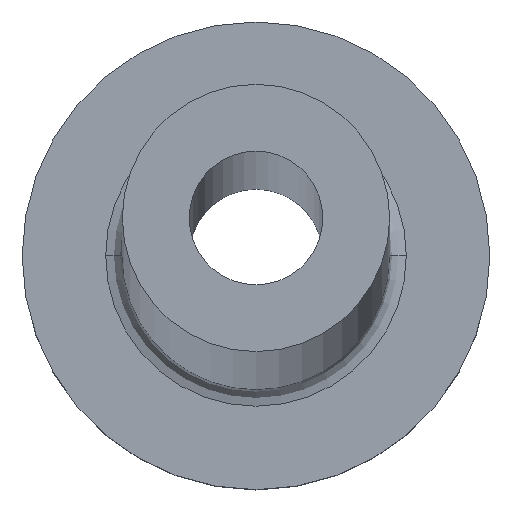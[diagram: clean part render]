
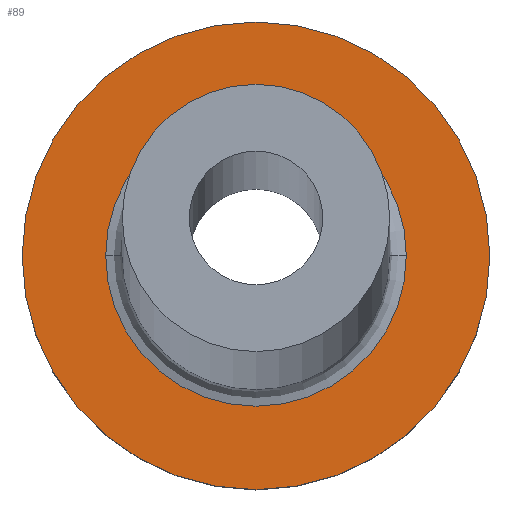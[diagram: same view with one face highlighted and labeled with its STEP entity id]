
A CAD part, top view. The second image highlights one B-rep face of the part: STEP entity #89.
In plain terms, the highlighted planar face has unit normal (0, 0, 1).
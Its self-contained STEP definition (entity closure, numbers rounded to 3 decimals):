
#13 = EDGE_CURVE ( 'NONE', #318, #342, #379, .T. ) ;
#23 = PLANE ( 'NONE',  #347 ) ;
#45 = EDGE_CURVE ( 'NONE', #342, #318, #123, .T. ) ;
#47 = AXIS2_PLACEMENT_3D ( 'NONE', #138, #365, #185 ) ;
#48 = CIRCLE ( 'NONE', #88, 7. ) ;
#87 = DIRECTION ( 'NONE',  ( 1., 0., 0. ) ) ;
#88 = AXIS2_PLACEMENT_3D ( 'NONE', #272, #276, #116 ) ;
#89 = ADVANCED_FACE ( 'NONE', ( #154, #244 ), #23, .T. ) ;
#109 = EDGE_LOOP ( 'NONE', ( #289, #110 ) ) ;
#110 = ORIENTED_EDGE ( 'NONE', *, *, #13, .T. ) ;
#116 = DIRECTION ( 'NONE',  ( 1., 0., 0. ) ) ;
#122 = EDGE_LOOP ( 'NONE', ( #357, #329 ) ) ;
#123 = CIRCLE ( 'NONE', #132, 4.5 ) ;
#129 = VERTEX_POINT ( 'NONE', #321 ) ;
#132 = AXIS2_PLACEMENT_3D ( 'NONE', #350, #320, #292 ) ;
#138 = CARTESIAN_POINT ( 'NONE',  ( 0., 0., 5. ) ) ;
#153 = CARTESIAN_POINT ( 'NONE',  ( 7., 0., 5. ) ) ;
#154 = FACE_BOUND ( 'NONE', #109, .T. ) ;
#158 = CARTESIAN_POINT ( 'NONE',  ( 0., 0., 5. ) ) ;
#185 = DIRECTION ( 'NONE',  ( 1., 0., 0. ) ) ;
#196 = CARTESIAN_POINT ( 'NONE',  ( 4.5, 0., 5. ) ) ;
#216 = DIRECTION ( 'NONE',  ( 1., 0., 0. ) ) ;
#218 = DIRECTION ( 'NONE',  ( 0., 0., 1. ) ) ;
#244 = FACE_OUTER_BOUND ( 'NONE', #122, .T. ) ;
#260 = CIRCLE ( 'NONE', #314, 7. ) ;
#272 = CARTESIAN_POINT ( 'NONE',  ( 0., 0., 5. ) ) ;
#276 = DIRECTION ( 'NONE',  ( 0., 0., 1. ) ) ;
#289 = ORIENTED_EDGE ( 'NONE', *, *, #45, .T. ) ;
#292 = DIRECTION ( 'NONE',  ( 1., 0., 0. ) ) ;
#314 = AXIS2_PLACEMENT_3D ( 'NONE', #158, #218, #216 ) ;
#318 = VERTEX_POINT ( 'NONE', #360 ) ;
#320 = DIRECTION ( 'NONE',  ( 0., 0., -1. ) ) ;
#321 = CARTESIAN_POINT ( 'NONE',  ( -7., 0., 5. ) ) ;
#329 = ORIENTED_EDGE ( 'NONE', *, *, #377, .T. ) ;
#342 = VERTEX_POINT ( 'NONE', #196 ) ;
#347 = AXIS2_PLACEMENT_3D ( 'NONE', #352, #376, #87 ) ;
#350 = CARTESIAN_POINT ( 'NONE',  ( 0., 0., 5. ) ) ;
#352 = CARTESIAN_POINT ( 'NONE',  ( 0., 0., 5. ) ) ;
#357 = ORIENTED_EDGE ( 'NONE', *, *, #367, .T. ) ;
#360 = CARTESIAN_POINT ( 'NONE',  ( -4.5, 0., 5. ) ) ;
#365 = DIRECTION ( 'NONE',  ( 0., 0., -1. ) ) ;
#367 = EDGE_CURVE ( 'NONE', #129, #372, #48, .T. ) ;
#372 = VERTEX_POINT ( 'NONE', #153 ) ;
#376 = DIRECTION ( 'NONE',  ( 0., 0., 1. ) ) ;
#377 = EDGE_CURVE ( 'NONE', #372, #129, #260, .T. ) ;
#379 = CIRCLE ( 'NONE', #47, 4.5 ) ;
